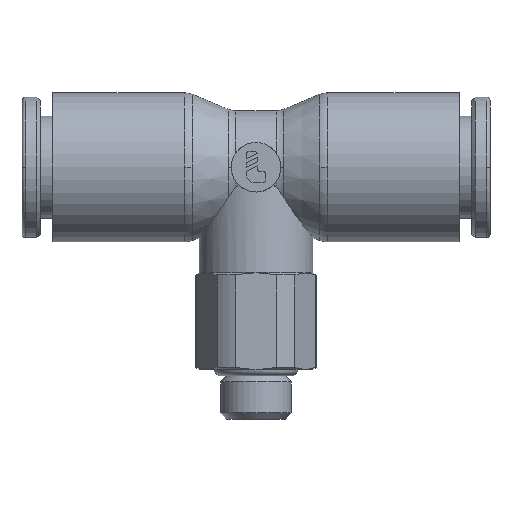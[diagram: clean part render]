
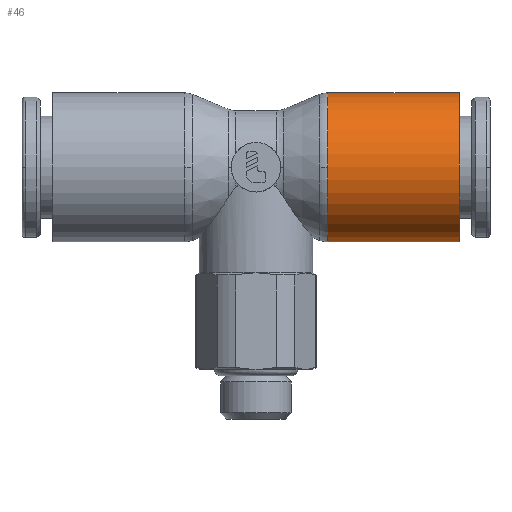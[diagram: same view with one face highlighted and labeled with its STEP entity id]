
A CAD part, top view. The second image highlights one B-rep face of the part: STEP entity #46.
In plain terms, the highlighted cylindrical face has radius 5.25 mm (diameter 10.5 mm), a partial arc.
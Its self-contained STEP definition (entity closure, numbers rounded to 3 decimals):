
#46=ADVANCED_FACE('',(#168),#169,.T.);
#168=FACE_OUTER_BOUND('',#422,.T.);
#169=CYLINDRICAL_SURFACE('',#423,5.25);
#422=EDGE_LOOP('',(#676,#677,#678,#679,#680));
#423=AXIS2_PLACEMENT_3D('',#681,#682,#683);
#676=ORIENTED_EDGE('',*,*,#1641,.F.);
#677=ORIENTED_EDGE('',*,*,#1642,.T.);
#678=ORIENTED_EDGE('',*,*,#1643,.T.);
#679=ORIENTED_EDGE('',*,*,#1644,.F.);
#680=ORIENTED_EDGE('',*,*,#1645,.F.);
#681=CARTESIAN_POINT('',(9.695,14.25,0.0));
#682=DIRECTION('',(1.0,0.0,0.0));
#683=DIRECTION('',(0.0,1.0,0.0));
#1641=EDGE_CURVE('',#1942,#1943,#1944,.T.);
#1642=EDGE_CURVE('',#1942,#1945,#1946,.T.);
#1643=EDGE_CURVE('',#1945,#1947,#1948,.T.);
#1644=EDGE_CURVE('',#1949,#1947,#1950,.T.);
#1645=EDGE_CURVE('',#1943,#1949,#1951,.T.);
#1942=VERTEX_POINT('',#2433);
#1943=VERTEX_POINT('',#2434);
#1944=LINE('',#2435,#2436);
#1945=VERTEX_POINT('',#2437);
#1946=CIRCLE('',#2438,5.25);
#1947=VERTEX_POINT('',#2439);
#1948=CIRCLE('',#2440,5.25);
#1949=VERTEX_POINT('',#2441);
#1950=LINE('',#2442,#2443);
#1951=CIRCLE('',#2444,5.25);
#2433=CARTESIAN_POINT('',(5.045,19.5,0.0));
#2434=CARTESIAN_POINT('',(14.345,19.5,0.0));
#2435=CARTESIAN_POINT('',(9.695,19.5,0.));
#2436=VECTOR('',#3622,1.0);
#2437=CARTESIAN_POINT('',(5.045,14.25,5.25));
#2438=AXIS2_PLACEMENT_3D('',#3623,#3624,#3625);
#2439=CARTESIAN_POINT('',(5.045,9.0,0.));
#2440=AXIS2_PLACEMENT_3D('',#3626,#3627,#3628);
#2441=CARTESIAN_POINT('',(14.345,9.0,0.));
#2442=CARTESIAN_POINT('',(9.695,9.0,0.));
#2443=VECTOR('',#3629,1.0);
#2444=AXIS2_PLACEMENT_3D('',#3630,#3631,#3632);
#3622=DIRECTION('',(1.0,0.0,0.0));
#3623=CARTESIAN_POINT('',(5.045,14.25,0.0));
#3624=DIRECTION('',(1.0,0.0,0.0));
#3625=DIRECTION('',(0.0,1.0,0.0));
#3626=CARTESIAN_POINT('',(5.045,14.25,0.0));
#3627=DIRECTION('',(1.0,0.0,0.0));
#3628=DIRECTION('',(0.0,1.0,0.0));
#3629=DIRECTION('',(-1.0,-0.0,-0.0));
#3630=CARTESIAN_POINT('',(14.345,14.25,0.0));
#3631=DIRECTION('',(1.0,0.0,0.0));
#3632=DIRECTION('',(0.0,1.0,0.0));
